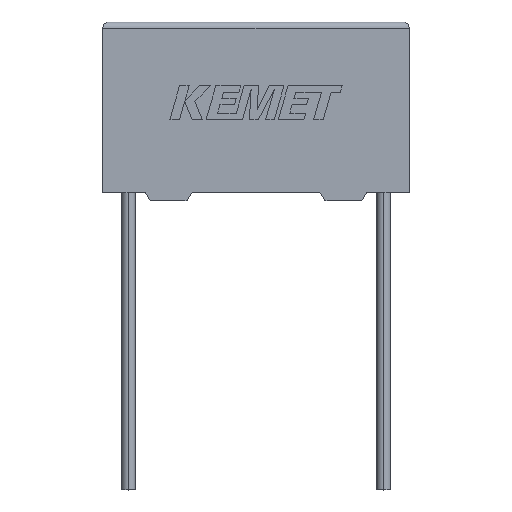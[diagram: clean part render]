
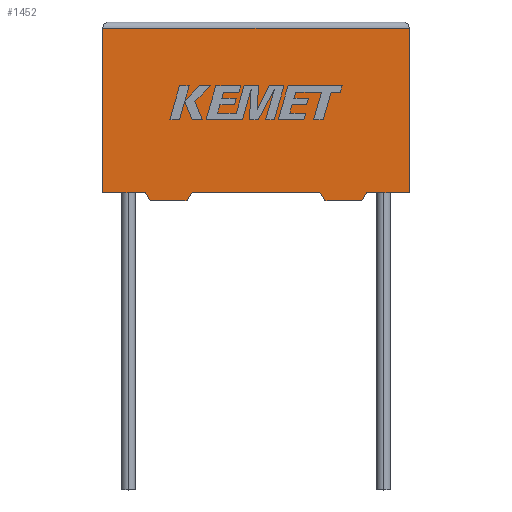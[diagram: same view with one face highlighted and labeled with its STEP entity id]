
A CAD part, top view. The second image highlights one B-rep face of the part: STEP entity #1452.
In plain terms, the highlighted planar face has unit normal (0, 0, 1).
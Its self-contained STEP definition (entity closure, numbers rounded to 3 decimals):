
#58 = VECTOR ( 'NONE', #2520, 1000. ) ;
#109 = CARTESIAN_POINT ( 'NONE',  ( 13.054, -0.472, 5.5 ) ) ;
#122 = VECTOR ( 'NONE', #2503, 1000. ) ;
#143 = EDGE_CURVE ( 'NONE', #1353, #586, #2677, .T. ) ;
#164 = CARTESIAN_POINT ( 'NONE',  ( 15.217, -0.472, 5.5 ) ) ;
#225 = CARTESIAN_POINT ( 'NONE',  ( 2.483, 0., 5.5 ) ) ;
#265 = VECTOR ( 'NONE', #3173, 1000. ) ;
#283 = CARTESIAN_POINT ( 'NONE',  ( 5.246, 0., 5.5 ) ) ;
#312 = DIRECTION ( 'NONE',  ( -1., 0., 0. ) ) ;
#320 = PLANE ( 'NONE',  #795 ) ;
#334 = DIRECTION ( 'NONE',  ( 0., 1., 0. ) ) ;
#344 = EDGE_CURVE ( 'NONE', #2861, #1693, #835, .T. ) ;
#366 = CARTESIAN_POINT ( 'NONE',  ( 4.946, -0.472, 5.5 ) ) ;
#385 = LINE ( 'NONE', #1758, #58 ) ;
#396 = ORIENTED_EDGE ( 'NONE', *, *, #2934, .T. ) ;
#398 = CARTESIAN_POINT ( 'NONE',  ( 18., 9.649, 5.5 ) ) ;
#443 = CARTESIAN_POINT ( 'NONE',  ( 13.054, -0.472, 5.5 ) ) ;
#481 = CARTESIAN_POINT ( 'NONE',  ( 4.946, -0.472, 5.5 ) ) ;
#496 = LINE ( 'NONE', #2644, #923 ) ;
#503 = FACE_OUTER_BOUND ( 'NONE', #1541, .T. ) ;
#526 = DIRECTION ( 'NONE',  ( 1., 0., 0. ) ) ;
#539 = LINE ( 'NONE', #443, #265 ) ;
#551 = VERTEX_POINT ( 'NONE', #164 ) ;
#578 = LINE ( 'NONE', #3242, #2062 ) ;
#586 = VERTEX_POINT ( 'NONE', #711 ) ;
#587 = EDGE_CURVE ( 'NONE', #1693, #1353, #2821, .T. ) ;
#646 = ORIENTED_EDGE ( 'NONE', *, *, #2033, .F. ) ;
#687 = CARTESIAN_POINT ( 'NONE',  ( 18., 0., 5.5 ) ) ;
#711 = CARTESIAN_POINT ( 'NONE',  ( 0., 0., 5.5 ) ) ;
#792 = CARTESIAN_POINT ( 'NONE',  ( 0., 9.649, 5.5 ) ) ;
#795 = AXIS2_PLACEMENT_3D ( 'NONE', #2561, #1797, #312 ) ;
#835 = LINE ( 'NONE', #2309, #2990 ) ;
#879 = CARTESIAN_POINT ( 'NONE',  ( 15.217, -0.472, 5.5 ) ) ;
#923 = VECTOR ( 'NONE', #1148, 1000. ) ;
#1106 = VERTEX_POINT ( 'NONE', #2673 ) ;
#1133 = ORIENTED_EDGE ( 'NONE', *, *, #2430, .T. ) ;
#1148 = DIRECTION ( 'NONE',  ( 0.536, -0.844, 0. ) ) ;
#1157 = LINE ( 'NONE', #1504, #3233 ) ;
#1195 = EDGE_CURVE ( 'NONE', #1494, #1915, #1488, .T. ) ;
#1229 = DIRECTION ( 'NONE',  ( -0.536, -0.844, 0. ) ) ;
#1257 = ORIENTED_EDGE ( 'NONE', *, *, #2312, .T. ) ;
#1353 = VERTEX_POINT ( 'NONE', #792 ) ;
#1370 = CARTESIAN_POINT ( 'NONE',  ( 12.754, 0., 5.5 ) ) ;
#1416 = CARTESIAN_POINT ( 'NONE',  ( 15.517, 0., 5.5 ) ) ;
#1440 = VECTOR ( 'NONE', #3144, 1000. ) ;
#1452 = ADVANCED_FACE ( 'NONE', ( #503 ), #320, .F. ) ;
#1457 = DIRECTION ( 'NONE',  ( 0.536, 0.844, 0. ) ) ;
#1488 = LINE ( 'NONE', #481, #2971 ) ;
#1490 = CARTESIAN_POINT ( 'NONE',  ( 0., 9.649, 5.5 ) ) ;
#1494 = VERTEX_POINT ( 'NONE', #366 ) ;
#1504 = CARTESIAN_POINT ( 'NONE',  ( 15.517, 0., 5.5 ) ) ;
#1541 = EDGE_LOOP ( 'NONE', ( #2898, #2313, #2422, #396, #1133, #2939, #2426, #2156, #2662, #646, #2131, #1257 ) ) ;
#1574 = VERTEX_POINT ( 'NONE', #1370 ) ;
#1649 = EDGE_CURVE ( 'NONE', #2552, #1574, #539, .T. ) ;
#1693 = VERTEX_POINT ( 'NONE', #398 ) ;
#1758 = CARTESIAN_POINT ( 'NONE',  ( 2.783, -0.472, 5.5 ) ) ;
#1797 = DIRECTION ( 'NONE',  ( 0., 0., -1. ) ) ;
#1825 = CARTESIAN_POINT ( 'NONE',  ( 0., 0., 5.5 ) ) ;
#1915 = VERTEX_POINT ( 'NONE', #283 ) ;
#1942 = DIRECTION ( 'NONE',  ( 0., -1., 0. ) ) ;
#2033 = EDGE_CURVE ( 'NONE', #551, #2552, #2492, .T. ) ;
#2049 = CARTESIAN_POINT ( 'NONE',  ( 0., 0., 5.5 ) ) ;
#2062 = VECTOR ( 'NONE', #526, 1000. ) ;
#2077 = EDGE_CURVE ( 'NONE', #2573, #551, #1157, .T. ) ;
#2131 = ORIENTED_EDGE ( 'NONE', *, *, #2077, .F. ) ;
#2133 = VERTEX_POINT ( 'NONE', #225 ) ;
#2156 = ORIENTED_EDGE ( 'NONE', *, *, #2271, .T. ) ;
#2214 = VECTOR ( 'NONE', #1942, 1000. ) ;
#2219 = LINE ( 'NONE', #1825, #2564 ) ;
#2271 = EDGE_CURVE ( 'NONE', #1915, #1574, #2798, .T. ) ;
#2309 = CARTESIAN_POINT ( 'NONE',  ( 18., 0., 5.5 ) ) ;
#2312 = EDGE_CURVE ( 'NONE', #2573, #2861, #2219, .T. ) ;
#2313 = ORIENTED_EDGE ( 'NONE', *, *, #587, .T. ) ;
#2333 = DIRECTION ( 'NONE',  ( 1., 0., 0. ) ) ;
#2422 = ORIENTED_EDGE ( 'NONE', *, *, #143, .T. ) ;
#2426 = ORIENTED_EDGE ( 'NONE', *, *, #1195, .T. ) ;
#2430 = EDGE_CURVE ( 'NONE', #2133, #1106, #496, .T. ) ;
#2492 = LINE ( 'NONE', #879, #1440 ) ;
#2503 = DIRECTION ( 'NONE',  ( -1., 0., 0. ) ) ;
#2520 = DIRECTION ( 'NONE',  ( 1., 0., 0. ) ) ;
#2552 = VERTEX_POINT ( 'NONE', #109 ) ;
#2561 = CARTESIAN_POINT ( 'NONE',  ( 0., 0., 5.5 ) ) ;
#2564 = VECTOR ( 'NONE', #2333, 1000. ) ;
#2573 = VERTEX_POINT ( 'NONE', #1416 ) ;
#2644 = CARTESIAN_POINT ( 'NONE',  ( 2.483, 0., 5.5 ) ) ;
#2662 = ORIENTED_EDGE ( 'NONE', *, *, #1649, .F. ) ;
#2673 = CARTESIAN_POINT ( 'NONE',  ( 2.783, -0.472, 5.5 ) ) ;
#2677 = LINE ( 'NONE', #2689, #2214 ) ;
#2689 = CARTESIAN_POINT ( 'NONE',  ( 0., 0., 5.5 ) ) ;
#2798 = LINE ( 'NONE', #2049, #2838 ) ;
#2821 = LINE ( 'NONE', #1490, #122 ) ;
#2838 = VECTOR ( 'NONE', #3096, 1000. ) ;
#2861 = VERTEX_POINT ( 'NONE', #687 ) ;
#2898 = ORIENTED_EDGE ( 'NONE', *, *, #344, .T. ) ;
#2934 = EDGE_CURVE ( 'NONE', #586, #2133, #578, .T. ) ;
#2939 = ORIENTED_EDGE ( 'NONE', *, *, #2983, .T. ) ;
#2971 = VECTOR ( 'NONE', #1457, 1000. ) ;
#2983 = EDGE_CURVE ( 'NONE', #1106, #1494, #385, .T. ) ;
#2990 = VECTOR ( 'NONE', #334, 1000. ) ;
#3096 = DIRECTION ( 'NONE',  ( 1., 0., 0. ) ) ;
#3144 = DIRECTION ( 'NONE',  ( -1., 0., 0. ) ) ;
#3173 = DIRECTION ( 'NONE',  ( -0.536, 0.844, 0. ) ) ;
#3233 = VECTOR ( 'NONE', #1229, 1000. ) ;
#3242 = CARTESIAN_POINT ( 'NONE',  ( 0., 0., 5.5 ) ) ;
